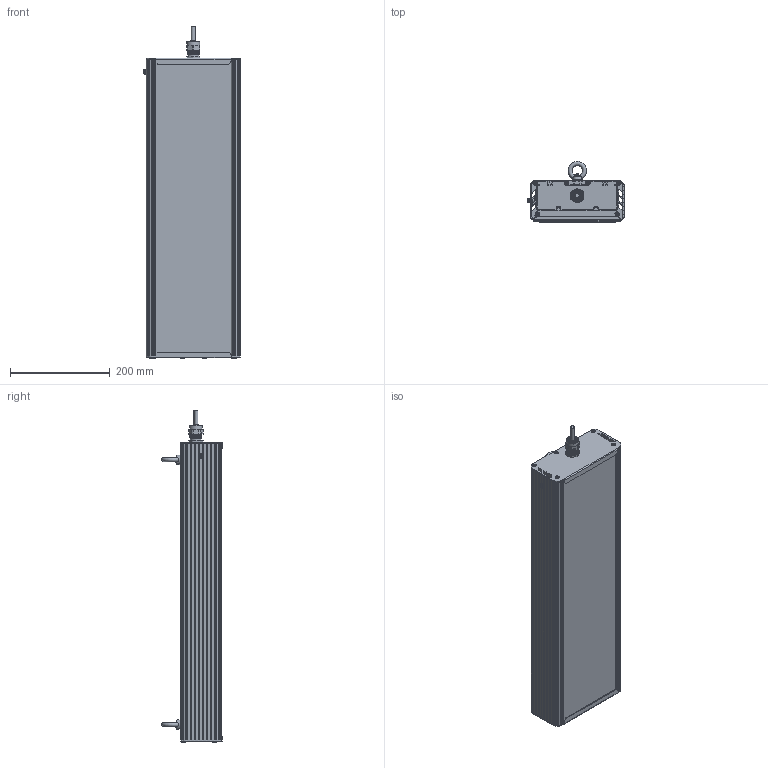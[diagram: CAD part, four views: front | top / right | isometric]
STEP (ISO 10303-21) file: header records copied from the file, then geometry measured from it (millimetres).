
FILE_DESCRIPTION(('STEP AP214'), '1');
FILE_NAME('001.0095.31.000 - 藷旆-椻嚦譇-2癱-120', '', ('UNSPECIFIED'), ('UNSPECIFIED'), 'C3D Converter', 'C3D Toolkit', '');
FILE_SCHEMA(('AUTOMOTIVE_DESIGN { 1 0 10303 214 3 1 1}'));
Length unit declared in the file: millimetre
Products named in the file (28): 001.0095.31.000; 001.0065.02.000
Assembly tree (61 placements, depth 4):
  001.0095.31.000
    (unnamed)
      (unnamed)
      (unnamed)
      (unnamed)
      (unnamed)
      (unnamed)
      (unnamed)
      (unnamed)
      (unnamed)  x6
      (unnamed)  x6
      (unnamed)
      (unnamed)
      (unnamed)  x12
        (unnamed)
        (unnamed)
        (unnamed)
        (unnamed)
        (unnamed)
        (unnamed)
        (unnamed)
        (unnamed)
        (unnamed)
      (unnamed)
        (unnamed)
    001.0065.02.000  x2
      (unnamed)
      (unnamed)
Bounding box: 192.43 x 121.59 x 664.5 mm (x, y, z)
Volume: 1804670.4 mm3; surface area: 1401109.8 mm2
Topology: 411 solids, 411 shells, 4169 faces, 9599 edges, 6384 vertices
Faces by surface type: plane 2950, cylinder 1052, cone 91, bspline 59, sphere 12, torus 5
Full cylindrical faces by diameter (mm): 1 x12, 2 x24, 2.5 x48, 2.8 x300, 3.2 x12, 3.5 x60, 4 x13, 5 x2, 6 x3, 7 x2, 8 x12, 10 x1, 12.5 x1, 13 x1, 16 x1, 17 x1, 18 x1, 18.5 x1, 19 x1, 20 x1, 21.5 x1, 22 x2, 25.5 x1
Entity records: 69020 total; most frequent: CARTESIAN_POINT 33335, DIRECTION 6206, ORIENTED_EDGE 5258, EDGE_CURVE 2629, AXIS2_PLACEMENT_3D 2227, VERTEX_POINT 1813, LINE 1752, VECTOR 1752
